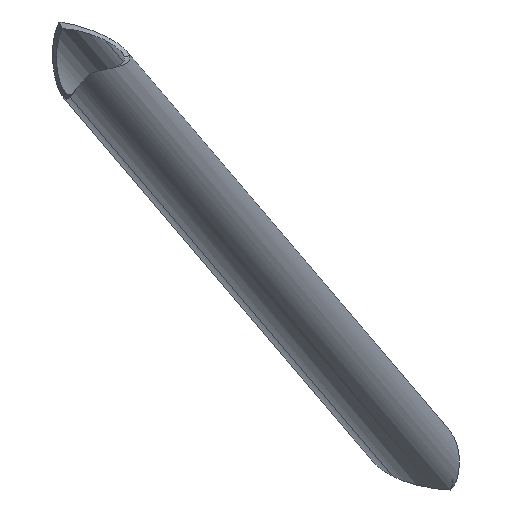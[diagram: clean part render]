
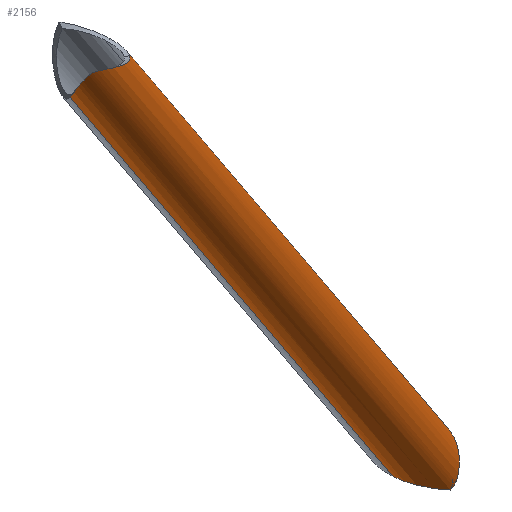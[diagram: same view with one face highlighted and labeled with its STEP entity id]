
A CAD part, isometric view. The second image highlights one B-rep face of the part: STEP entity #2156.
In plain terms, the highlighted cylindrical face has radius 12.5 mm (diameter 25 mm), a partial arc.
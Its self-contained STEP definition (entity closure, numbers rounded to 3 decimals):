
#65=CARTESIAN_POINT('Vertex',(-586.749,157.11,471.687)) ;
#69=CARTESIAN_POINT('Control Point',(-586.749,157.11,471.687)) ;
#70=CARTESIAN_POINT('Control Point',(-585.676,156.983,471.555)) ;
#71=CARTESIAN_POINT('Control Point',(-584.603,156.97,471.3)) ;
#72=CARTESIAN_POINT('Control Point',(-583.567,157.026,470.963)) ;
#73=CARTESIAN_POINT('Control Point',(-581.673,157.216,470.255)) ;
#74=CARTESIAN_POINT('Control Point',(-579.842,157.531,469.435)) ;
#75=CARTESIAN_POINT('Control Point',(-579.006,157.697,469.042)) ;
#76=CARTESIAN_POINT('Control Point',(-577.609,158.009,468.363)) ;
#77=CARTESIAN_POINT('Control Point',(-576.234,158.369,467.664)) ;
#78=CARTESIAN_POINT('Control Point',(-575.678,158.523,467.378)) ;
#79=CARTESIAN_POINT('Control Point',(-573.112,159.273,466.046)) ;
#80=CARTESIAN_POINT('Control Point',(-570.604,160.185,464.698)) ;
#81=CARTESIAN_POINT('Control Point',(-568.667,161.,463.664)) ;
#82=CARTESIAN_POINT('Control Point',(-565.898,162.348,462.205)) ;
#83=CARTESIAN_POINT('Control Point',(-563.259,164.054,460.91)) ;
#84=CARTESIAN_POINT('Control Point',(-562.461,164.62,460.531)) ;
#85=CARTESIAN_POINT('Control Point',(-561.256,165.571,459.984)) ;
#86=CARTESIAN_POINT('Control Point',(-560.144,166.668,459.54)) ;
#87=CARTESIAN_POINT('Control Point',(-559.767,167.075,459.399)) ;
#88=CARTESIAN_POINT('Control Point',(-559.408,167.504,459.277)) ;
#89=CARTESIAN_POINT('Control Point',(-559.077,167.959,459.182)) ;
#90=CARTESIAN_POINT('Vertex',(-559.077,167.959,459.182)) ;
#136=CARTESIAN_POINT('Control Point',(-559.955,176.273,462.235)) ;
#137=CARTESIAN_POINT('Control Point',(-559.494,175.885,461.803)) ;
#138=CARTESIAN_POINT('Control Point',(-559.059,175.458,461.377)) ;
#139=CARTESIAN_POINT('Control Point',(-558.657,174.983,460.959)) ;
#140=CARTESIAN_POINT('Control Point',(-558.118,174.158,460.342)) ;
#141=CARTESIAN_POINT('Control Point',(-557.779,173.186,459.821)) ;
#142=CARTESIAN_POINT('Control Point',(-557.688,172.822,459.651)) ;
#143=CARTESIAN_POINT('Control Point',(-557.519,171.611,459.177)) ;
#144=CARTESIAN_POINT('Control Point',(-557.745,170.307,458.949)) ;
#145=CARTESIAN_POINT('Control Point',(-558.106,169.448,458.948)) ;
#146=CARTESIAN_POINT('Control Point',(-558.558,168.672,459.033)) ;
#147=CARTESIAN_POINT('Control Point',(-559.077,167.959,459.182)) ;
#148=CARTESIAN_POINT('Vertex',(-559.955,176.273,462.235)) ;
#1674=CARTESIAN_POINT('Vertex',(-585.026,168.774,455.289)) ;
#1678=CARTESIAN_POINT('Control Point',(-585.026,168.774,455.289)) ;
#1679=CARTESIAN_POINT('Control Point',(-585.375,168.204,455.938)) ;
#1680=CARTESIAN_POINT('Control Point',(-585.714,167.652,456.602)) ;
#1681=CARTESIAN_POINT('Control Point',(-586.043,167.113,457.276)) ;
#1682=CARTESIAN_POINT('Control Point',(-586.727,165.975,458.749)) ;
#1683=CARTESIAN_POINT('Control Point',(-587.35,164.878,460.259)) ;
#1684=CARTESIAN_POINT('Control Point',(-587.662,164.299,461.075)) ;
#1685=CARTESIAN_POINT('Control Point',(-588.303,163.016,462.913)) ;
#1686=CARTESIAN_POINT('Control Point',(-588.764,161.74,464.782)) ;
#1687=CARTESIAN_POINT('Control Point',(-588.945,161.035,465.819)) ;
#1688=CARTESIAN_POINT('Control Point',(-589.037,160.052,467.238)) ;
#1689=CARTESIAN_POINT('Control Point',(-588.756,159.089,468.619)) ;
#1690=CARTESIAN_POINT('Control Point',(-588.652,158.837,468.98)) ;
#1691=CARTESIAN_POINT('Control Point',(-588.342,158.286,469.774)) ;
#1692=CARTESIAN_POINT('Control Point',(-587.858,157.783,470.53)) ;
#1693=CARTESIAN_POINT('Control Point',(-587.533,157.527,470.931)) ;
#1694=CARTESIAN_POINT('Control Point',(-587.16,157.301,471.316)) ;
#1695=CARTESIAN_POINT('Control Point',(-586.749,157.11,471.687)) ;
#1767=CARTESIAN_POINT('Vertex',(-356.482,225.582,159.103)) ;
#1771=CARTESIAN_POINT('Control Point',(-356.482,225.582,159.103)) ;
#1772=CARTESIAN_POINT('Control Point',(-356.736,225.568,159.241)) ;
#1773=CARTESIAN_POINT('Control Point',(-356.941,225.558,159.352)) ;
#1774=CARTESIAN_POINT('Control Point',(-357.176,225.545,159.48)) ;
#1775=CARTESIAN_POINT('Control Point',(-358.115,225.511,159.994)) ;
#1776=CARTESIAN_POINT('Control Point',(-359.052,225.498,160.515)) ;
#1777=CARTESIAN_POINT('Control Point',(-359.572,225.498,160.805)) ;
#1778=CARTESIAN_POINT('Control Point',(-362.064,225.53,162.209)) ;
#1779=CARTESIAN_POINT('Control Point',(-364.532,225.723,163.648)) ;
#1780=CARTESIAN_POINT('Control Point',(-366.447,225.982,164.798)) ;
#1781=CARTESIAN_POINT('Control Point',(-370.026,226.698,167.019)) ;
#1782=CARTESIAN_POINT('Control Point',(-373.409,227.963,169.298)) ;
#1783=CARTESIAN_POINT('Control Point',(-374.913,228.694,170.363)) ;
#1784=CARTESIAN_POINT('Control Point',(-376.36,229.617,171.454)) ;
#1785=CARTESIAN_POINT('Control Point',(-377.555,230.832,172.495)) ;
#1786=CARTESIAN_POINT('Vertex',(-377.555,230.832,172.495)) ;
#1939=CARTESIAN_POINT('Line Origine',(-481.693,199.682,314.441)) ;
#1944=CARTESIAN_POINT('Line Origine',(-462.677,205.371,329.64)) ;
#1948=CARTESIAN_POINT('Vertex',(-350.158,239.027,176.272)) ;
#2065=CARTESIAN_POINT('Control Point',(-354.302,225.061,161.589)) ;
#2066=CARTESIAN_POINT('Control Point',(-353.785,224.893,163.253)) ;
#2067=CARTESIAN_POINT('Control Point',(-353.267,224.922,164.938)) ;
#2068=CARTESIAN_POINT('Control Point',(-352.757,225.159,166.617)) ;
#2069=CARTESIAN_POINT('Control Point',(-351.864,226.001,169.593)) ;
#2070=CARTESIAN_POINT('Control Point',(-351.092,227.637,172.242)) ;
#2071=CARTESIAN_POINT('Control Point',(-350.779,228.545,173.341)) ;
#2072=CARTESIAN_POINT('Control Point',(-350.278,230.599,175.146)) ;
#2073=CARTESIAN_POINT('Control Point',(-350.011,233.136,176.234)) ;
#2074=CARTESIAN_POINT('Control Point',(-349.947,234.427,176.554)) ;
#2075=CARTESIAN_POINT('Control Point',(-349.949,235.745,176.663)) ;
#2076=CARTESIAN_POINT('Control Point',(-350.01,237.048,176.579)) ;
#2077=CARTESIAN_POINT('Vertex',(-354.302,225.061,161.589)) ;
#2079=CARTESIAN_POINT('Vertex',(-350.01,237.048,176.579)) ;
#2109=CARTESIAN_POINT('Control Point',(-350.158,239.027,176.272)) ;
#2110=CARTESIAN_POINT('Control Point',(-350.092,238.379,176.431)) ;
#2111=CARTESIAN_POINT('Control Point',(-350.042,237.716,176.535)) ;
#2112=CARTESIAN_POINT('Control Point',(-350.01,237.048,176.579)) ;
#2129=CARTESIAN_POINT('Control Point',(-356.482,225.582,159.103)) ;
#2130=CARTESIAN_POINT('Control Point',(-355.772,225.269,159.908)) ;
#2131=CARTESIAN_POINT('Control Point',(-355.037,225.093,160.746)) ;
#2132=CARTESIAN_POINT('Control Point',(-354.302,225.061,161.589)) ;
#2140=CARTESIAN_POINT('Axis2P3D Location',(-472.185,202.527,322.041)) ;
#1940=DIRECTION('Vector Direction',(0.582,0.174,-0.794)) ;
#1945=DIRECTION('Vector Direction',(0.582,0.174,-0.794)) ;
#2141=DIRECTION('Axis2P3D Direction',(0.582,0.174,-0.794)) ;
#2142=DIRECTION('Axis2P3D XDirection',(0.761,0.228,0.608)) ;
#2143=AXIS2_PLACEMENT_3D('Cylinder Axis2P3D',#2140,#2141,#2142) ;
#2146=ORIENTED_EDGE('',*,*,#1788,.F.) ;
#2147=ORIENTED_EDGE('',*,*,#2133,.T.) ;
#2148=ORIENTED_EDGE('',*,*,#2081,.T.) ;
#2149=ORIENTED_EDGE('',*,*,#2113,.F.) ;
#2150=ORIENTED_EDGE('',*,*,#1950,.F.) ;
#2151=ORIENTED_EDGE('',*,*,#150,.T.) ;
#2152=ORIENTED_EDGE('',*,*,#92,.F.) ;
#2153=ORIENTED_EDGE('',*,*,#1696,.F.) ;
#2154=ORIENTED_EDGE('',*,*,#1943,.T.) ;
#1941=VECTOR('Line Direction',#1940,1.) ;
#1946=VECTOR('Line Direction',#1945,1.) ;
#2156=ADVANCED_FACE('Corps principal',(#2155),#2144,.T.) ;
#68=B_SPLINE_CURVE_WITH_KNOTS('',5,(#69,#70,#71,#72,#73,#74,#75,#76,#77,#78,#79,#80,#81,#82,#83,#84,#85,#86,#87,#88,#89),.UNSPECIFIED.,.F.,.U.,(6,3,3,3,3,3,6),(0.424,8.121,14.769,19.32,35.889,43.333,47.368),.UNSPECIFIED.) ;
#135=B_SPLINE_CURVE_WITH_KNOTS('',5,(#136,#137,#138,#139,#140,#141,#142,#143,#144,#145,#146,#147),.UNSPECIFIED.,.F.,.U.,(6,3,3,6),(0.,5.244,8.132,14.458),.UNSPECIFIED.) ;
#1677=B_SPLINE_CURVE_WITH_KNOTS('',5,(#1678,#1679,#1680,#1681,#1682,#1683,#1684,#1685,#1686,#1687,#1688,#1689,#1690,#1691,#1692,#1693,#1694,#1695),.UNSPECIFIED.,.F.,.U.,(6,3,3,3,3,6),(0.,6.909,14.876,24.682,28.206,32.572),.UNSPECIFIED.) ;
#1770=B_SPLINE_CURVE_WITH_KNOTS('',5,(#1771,#1772,#1773,#1774,#1775,#1776,#1777,#1778,#1779,#1780,#1781,#1782,#1783,#1784,#1785),.UNSPECIFIED.,.F.,.U.,(6,3,3,3,6),(2.124,5.491,9.701,25.717,39.834),.UNSPECIFIED.) ;
#2064=B_SPLINE_CURVE_WITH_KNOTS('',5,(#2065,#2066,#2067,#2068,#2069,#2070,#2071,#2072,#2073,#2074,#2075,#2076),.UNSPECIFIED.,.F.,.U.,(6,3,3,6),(3.214,15.586,25.726,34.965),.UNSPECIFIED.) ;
#2108=B_SPLINE_CURVE_WITH_KNOTS('',3,(#2109,#2110,#2111,#2112),.UNSPECIFIED.,.F.,.U.,(4,4),(0.,2.844),.UNSPECIFIED.) ;
#2128=B_SPLINE_CURVE_WITH_KNOTS('',3,(#2129,#2130,#2131,#2132),.UNSPECIFIED.,.F.,.U.,(4,4),(6.635,11.381),.UNSPECIFIED.) ;
#2144=CYLINDRICAL_SURFACE('generated cylinder',#2143,12.5) ;
#92=EDGE_CURVE('',#66,#91,#68,.T.) ;
#150=EDGE_CURVE('',#149,#91,#135,.T.) ;
#1696=EDGE_CURVE('',#1675,#66,#1677,.T.) ;
#1788=EDGE_CURVE('',#1768,#1787,#1770,.T.) ;
#1943=EDGE_CURVE('',#1675,#1787,#1942,.T.) ;
#1950=EDGE_CURVE('',#149,#1949,#1947,.T.) ;
#2081=EDGE_CURVE('',#2078,#2080,#2064,.T.) ;
#2113=EDGE_CURVE('',#1949,#2080,#2108,.T.) ;
#2133=EDGE_CURVE('',#1768,#2078,#2128,.T.) ;
#2145=EDGE_LOOP('',(#2146,#2147,#2148,#2149,#2150,#2151,#2152,#2153,#2154)) ;
#2155=FACE_OUTER_BOUND('',#2145,.T.) ;
#1942=LINE('Line',#1939,#1941) ;
#1947=LINE('Line',#1944,#1946) ;
#66=VERTEX_POINT('',#65) ;
#91=VERTEX_POINT('',#90) ;
#149=VERTEX_POINT('',#148) ;
#1675=VERTEX_POINT('',#1674) ;
#1768=VERTEX_POINT('',#1767) ;
#1787=VERTEX_POINT('',#1786) ;
#1949=VERTEX_POINT('',#1948) ;
#2078=VERTEX_POINT('',#2077) ;
#2080=VERTEX_POINT('',#2079) ;
